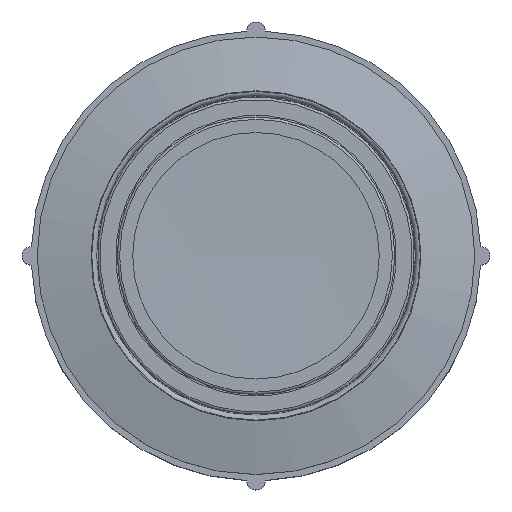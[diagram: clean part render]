
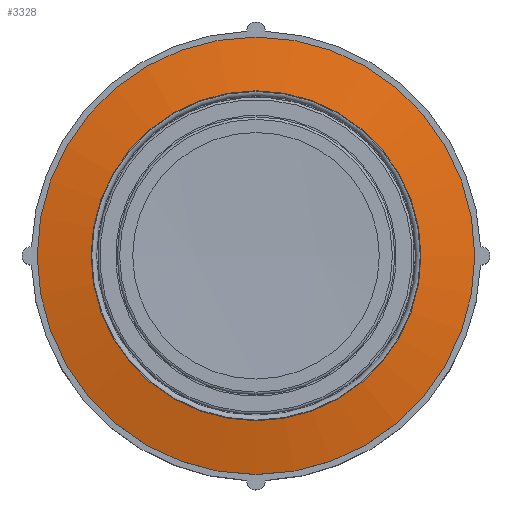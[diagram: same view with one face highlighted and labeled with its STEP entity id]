
A CAD part, top view. The second image highlights one B-rep face of the part: STEP entity #3328.
In plain terms, the highlighted conical face has half-angle 78.5 degrees and reference radius 15.788 mm.
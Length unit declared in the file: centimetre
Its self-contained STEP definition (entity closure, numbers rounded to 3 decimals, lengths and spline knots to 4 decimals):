
#31=CONICAL_SURFACE('',#3572,1.5788,78.5);
#138=FACE_BOUND('',#954,.T.);
#209=CIRCLE('',#3571,1.8);
#210=CIRCLE('',#3573,1.3576);
#740=FACE_OUTER_BOUND('',#953,.T.);
#953=EDGE_LOOP('',(#2421));
#954=EDGE_LOOP('',(#2422));
#1503=VERTEX_POINT('',#6106);
#1504=VERTEX_POINT('',#6109);
#1872=EDGE_CURVE('',#1503,#1503,#209,.T.);
#1873=EDGE_CURVE('',#1504,#1504,#210,.T.);
#2421=ORIENTED_EDGE('',*,*,#1872,.F.);
#2422=ORIENTED_EDGE('',*,*,#1873,.T.);
#3328=ADVANCED_FACE('',(#740,#138),#31,.T.);
#3571=AXIS2_PLACEMENT_3D('',#6107,#3990,#3991);
#3572=AXIS2_PLACEMENT_3D('',#6108,#3992,#3993);
#3573=AXIS2_PLACEMENT_3D('',#6110,#3994,#3995);
#3990=DIRECTION('center_axis',(0.,0.,
-1.));
#3991=DIRECTION('ref_axis',(0.,1.,0.));
#3992=DIRECTION('center_axis',(0.,0.,
-1.));
#3993=DIRECTION('ref_axis',(0.,1.,0.));
#3994=DIRECTION('center_axis',(0.,0.,
-1.));
#3995=DIRECTION('ref_axis',(0.,1.,0.));
#6106=CARTESIAN_POINT('',(-0.5498,2.3498,1.29));
#6107=CARTESIAN_POINT('Origin',(-0.5498,0.5498,1.29));
#6108=CARTESIAN_POINT('Origin',(-0.5498,0.5498,1.335));
#6109=CARTESIAN_POINT('',(-0.5498,1.9074,1.38));
#6110=CARTESIAN_POINT('Origin',(-0.5498,0.5498,1.38));
